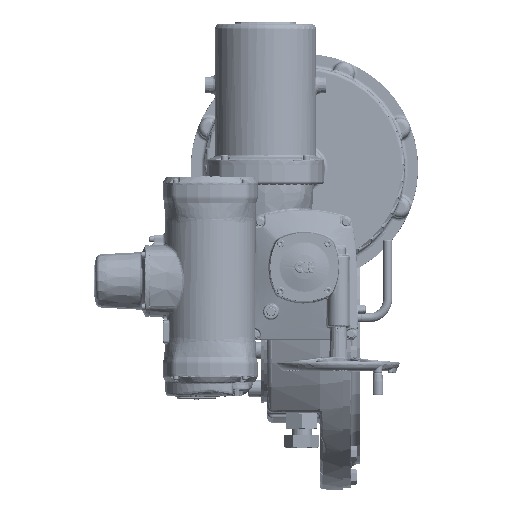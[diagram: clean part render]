
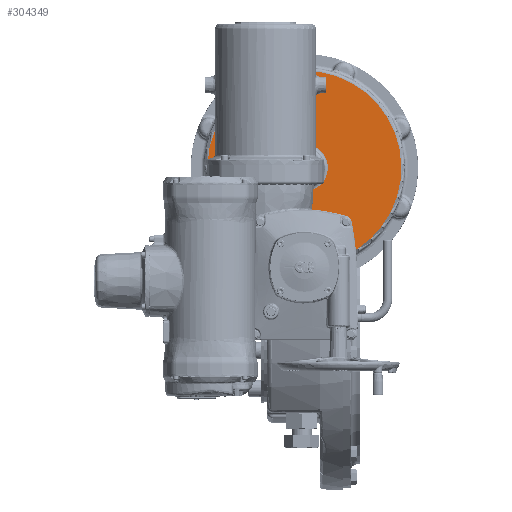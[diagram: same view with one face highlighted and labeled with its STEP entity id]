
A CAD part, top view. The second image highlights one B-rep face of the part: STEP entity #304349.
In plain terms, the highlighted planar face has unit normal (0, 0, 1).
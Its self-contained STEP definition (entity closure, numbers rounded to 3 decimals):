
#8467=B_SPLINE_CURVE_WITH_KNOTS('',3,(#408373,#408374,#408375,#408376,#408377,
#408378),.UNSPECIFIED.,.F.,.F.,(4,1,1,4),(0.,0.003,0.007,
0.013),.UNSPECIFIED.);
#8518=B_SPLINE_CURVE_WITH_KNOTS('',3,(#409611,#409612,#409613,#409614,#409615,
#409616),.UNSPECIFIED.,.F.,.F.,(4,1,1,4),(0.,0.003,0.007,
0.013),.UNSPECIFIED.);
#25028=LINE('',#407919,#36888);
#25033=LINE('',#407996,#36893);
#25038=LINE('',#408113,#36898);
#25047=LINE('',#408231,#36907);
#25056=LINE('',#408347,#36916);
#25058=LINE('',#408404,#36918);
#25089=LINE('',#409590,#36949);
#25090=LINE('',#409605,#36950);
#25091=LINE('',#409609,#36951);
#36888=VECTOR('',#340904,1000.);
#36893=VECTOR('',#340927,1000.);
#36898=VECTOR('',#340956,1000.);
#36907=VECTOR('',#340991,1000.);
#36916=VECTOR('',#341020,1000.);
#36918=VECTOR('',#341032,1000.);
#36949=VECTOR('',#341407,1000.);
#36950=VECTOR('',#341418,1000.);
#36951=VECTOR('',#341421,1000.);
#55237=ORIENTED_EDGE('',*,*,#115779,.T.);
#55238=ORIENTED_EDGE('',*,*,#115509,.T.);
#55239=ORIENTED_EDGE('',*,*,#115581,.F.);
#55240=ORIENTED_EDGE('',*,*,#115524,.T.);
#55241=ORIENTED_EDGE('',*,*,#115785,.T.);
#55242=ORIENTED_EDGE('',*,*,#115565,.T.);
#55243=ORIENTED_EDGE('',*,*,#115786,.T.);
#55244=ORIENTED_EDGE('',*,*,#115787,.T.);
#55245=ORIENTED_EDGE('',*,*,#115788,.T.);
#55246=ORIENTED_EDGE('',*,*,#115789,.T.);
#55247=ORIENTED_EDGE('',*,*,#115784,.T.);
#55248=ORIENTED_EDGE('',*,*,#115582,.T.);
#55249=ORIENTED_EDGE('',*,*,#115589,.T.);
#55250=ORIENTED_EDGE('',*,*,#115593,.T.);
#55251=ORIENTED_EDGE('',*,*,#115781,.T.);
#55252=ORIENTED_EDGE('',*,*,#115543,.T.);
#115509=EDGE_CURVE('',#146425,#146423,#25028,.F.);
#115524=EDGE_CURVE('',#146434,#146436,#25033,.T.);
#115543=EDGE_CURVE('',#146450,#146449,#25038,.F.);
#115565=EDGE_CURVE('',#146464,#146463,#25047,.T.);
#115581=EDGE_CURVE('',#146434,#146423,#25056,.T.);
#115582=EDGE_CURVE('',#146472,#146473,#8467,.F.);
#115589=EDGE_CURVE('',#146473,#146479,#25058,.F.);
#115593=EDGE_CURVE('',#146479,#146481,#164922,.T.);
#115779=EDGE_CURVE('',#146449,#146425,#165031,.T.);
#115781=EDGE_CURVE('',#146481,#146450,#25089,.F.);
#115784=EDGE_CURVE('',#146584,#146472,#165033,.F.);
#115785=EDGE_CURVE('',#146436,#146464,#165034,.T.);
#115786=EDGE_CURVE('',#146463,#146586,#25090,.F.);
#115787=EDGE_CURVE('',#146586,#146587,#165035,.T.);
#115788=EDGE_CURVE('',#146587,#146588,#25091,.F.);
#115789=EDGE_CURVE('',#146588,#146584,#8518,.T.);
#146423=VERTEX_POINT('',#407917);
#146425=VERTEX_POINT('',#407920);
#146434=VERTEX_POINT('',#407991);
#146436=VERTEX_POINT('',#407995);
#146449=VERTEX_POINT('',#408110);
#146450=VERTEX_POINT('',#408114);
#146463=VERTEX_POINT('',#408224);
#146464=VERTEX_POINT('',#408228);
#146472=VERTEX_POINT('',#408379);
#146473=VERTEX_POINT('',#408380);
#146479=VERTEX_POINT('',#408403);
#146481=VERTEX_POINT('',#408410);
#146584=VERTEX_POINT('',#409599);
#146586=VERTEX_POINT('',#409606);
#146587=VERTEX_POINT('',#409608);
#146588=VERTEX_POINT('',#409610);
#164922=CIRCLE('',#318883,14.);
#165031=CIRCLE('',#319050,42.);
#165033=CIRCLE('',#319054,174.);
#165034=CIRCLE('',#319056,42.);
#165035=CIRCLE('',#319057,14.);
#172153=EDGE_LOOP('',(#55237,#55238,#55239,#55240,#55241,#55242,#55243,
#55244,#55245,#55246,#55247,#55248,#55249,#55250,#55251,#55252));
#187491=FACE_BOUND('',#172153,.T.);
#201379=PLANE('',#319055);
#304349=ADVANCED_FACE('',(#187491),#201379,.F.);
#318883=AXIS2_PLACEMENT_3D('',#408411,#341040,#341041);
#319050=AXIS2_PLACEMENT_3D('',#409587,#341402,#341403);
#319054=AXIS2_PLACEMENT_3D('',#409602,#341412,#341413);
#319055=AXIS2_PLACEMENT_3D('',#409603,#341414,#341415);
#319056=AXIS2_PLACEMENT_3D('',#409604,#341416,#341417);
#319057=AXIS2_PLACEMENT_3D('',#409607,#341419,#341420);
#340904=DIRECTION('',(0.,-1.,0.));
#340927=DIRECTION('',(0.,-1.,0.));
#340956=DIRECTION('',(0.,-1.,0.));
#340991=DIRECTION('',(0.,-1.,0.));
#341020=DIRECTION('',(-1.,0.,0.));
#341032=DIRECTION('',(0.,-1.,0.));
#341040=DIRECTION('',(0.,0.,-1.));
#341041=DIRECTION('',(0.,-1.,0.));
#341402=DIRECTION('',(0.,0.,-1.));
#341403=DIRECTION('',(0.,-1.,0.));
#341407=DIRECTION('',(-1.,0.,0.));
#341412=DIRECTION('',(0.,0.,-1.));
#341413=DIRECTION('',(0.,-1.,0.));
#341414=DIRECTION('',(0.,0.,-1.));
#341415=DIRECTION('',(0.,-1.,0.));
#341416=DIRECTION('',(0.,0.,-1.));
#341417=DIRECTION('',(0.,-1.,0.));
#341418=DIRECTION('',(-1.,0.,0.));
#341419=DIRECTION('',(0.,0.,-1.));
#341420=DIRECTION('',(0.,-1.,0.));
#341421=DIRECTION('',(0.,1.,0.));
#407917=CARTESIAN_POINT('',(-13.,332.96,-158.625));
#407919=CARTESIAN_POINT('',(-13.,332.96,-158.625));
#407920=CARTESIAN_POINT('',(-13.,218.897,-158.625));
#407991=CARTESIAN_POINT('',(13.,332.96,-158.625));
#407995=CARTESIAN_POINT('',(13.,218.897,-158.625));
#407996=CARTESIAN_POINT('',(13.,178.96,-158.625));
#408110=CARTESIAN_POINT('',(-13.,139.023,-158.625));
#408113=CARTESIAN_POINT('',(-13.,137.547,-158.625));
#408114=CARTESIAN_POINT('',(-13.,64.,-158.625));
#408224=CARTESIAN_POINT('',(13.,64.,-158.625));
#408228=CARTESIAN_POINT('',(13.,139.023,-158.625));
#408231=CARTESIAN_POINT('',(13.,178.96,-158.625));
#408347=CARTESIAN_POINT('',(0.,332.96,-158.625));
#408373=CARTESIAN_POINT('',(-64.,8.371,-158.625));
#408374=CARTESIAN_POINT('',(-64.,9.472,-158.625));
#408375=CARTESIAN_POINT('',(-64.435,11.632,-158.625));
#408376=CARTESIAN_POINT('',(-66.43,15.51,-158.625));
#408377=CARTESIAN_POINT('',(-68.594,18.006,-158.625));
#408378=CARTESIAN_POINT('',(-70.,19.662,-158.625));
#408379=CARTESIAN_POINT('',(-70.,19.662,-158.625));
#408380=CARTESIAN_POINT('',(-64.,8.371,-158.625));
#408403=CARTESIAN_POINT('',(-64.,50.,-158.625));
#408404=CARTESIAN_POINT('',(-64.,50.,-158.625));
#408410=CARTESIAN_POINT('',(-50.,64.,-158.625));
#408411=CARTESIAN_POINT('',(-50.,50.,-158.625));
#409587=CARTESIAN_POINT('',(0.,178.96,-158.625));
#409590=CARTESIAN_POINT('',(50.,64.,-158.625));
#409599=CARTESIAN_POINT('',(70.,19.662,-158.625));
#409602=CARTESIAN_POINT('',(0.,178.96,-158.625));
#409603=CARTESIAN_POINT('',(0.,178.96,-158.625));
#409604=CARTESIAN_POINT('',(0.,178.96,-158.625));
#409605=CARTESIAN_POINT('',(50.,64.,-158.625));
#409606=CARTESIAN_POINT('',(50.,64.,-158.625));
#409607=CARTESIAN_POINT('',(50.,50.,-158.625));
#409608=CARTESIAN_POINT('',(64.,50.,-158.625));
#409609=CARTESIAN_POINT('',(64.,-50.,-158.625));
#409610=CARTESIAN_POINT('',(64.,8.371,-158.625));
#409611=CARTESIAN_POINT('',(64.,8.371,-158.625));
#409612=CARTESIAN_POINT('',(64.,9.472,-158.625));
#409613=CARTESIAN_POINT('',(64.435,11.632,-158.625));
#409614=CARTESIAN_POINT('',(66.43,15.51,-158.625));
#409615=CARTESIAN_POINT('',(68.594,18.006,-158.625));
#409616=CARTESIAN_POINT('',(70.,19.662,-158.625));
